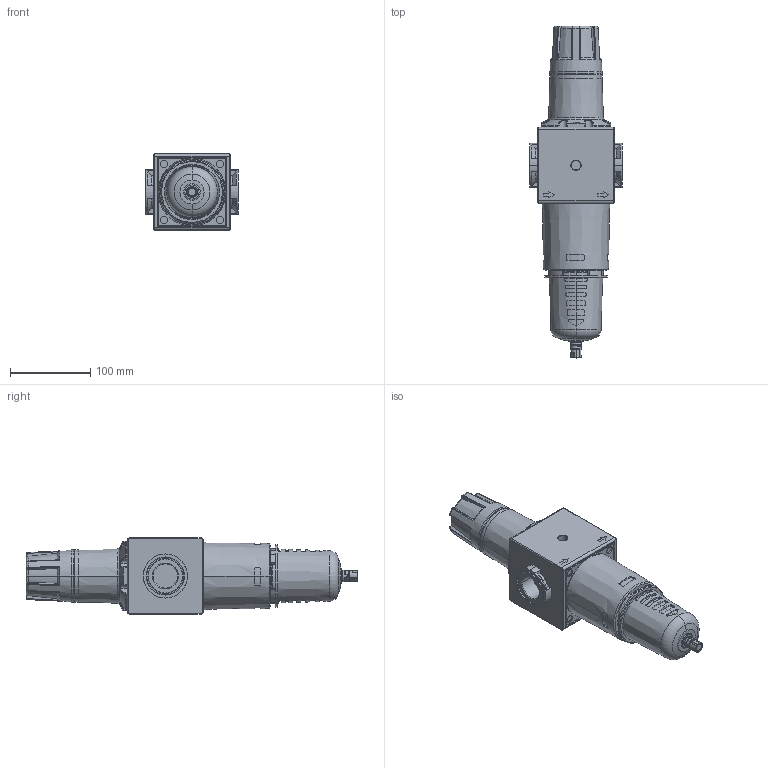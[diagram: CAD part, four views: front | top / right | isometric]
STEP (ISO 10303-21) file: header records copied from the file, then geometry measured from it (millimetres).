
FILE_DESCRIPTION(('STEP AP214'),'1');
FILE_NAME('095 FR PE SS.stp','2020-03-18T15:12:50',(' '),(' '),'Spatial InterOp 3D',' ',' ');
FILE_SCHEMA(('AUTOMOTIVE_DESIGN { 1 0 10303 214 1 1 1 1 }'));
Length unit declared in the file: metre
Products named in the file (1): Volume
Bounding box: 115 x 414.5 x 95 mm (x, y, z)
Volume: 2009478.5 mm3; surface area: 148715.4 mm2
Topology: 1 solids, 1 shells, 1119 faces, 2922 edges, 1826 vertices
Faces by surface type: plane 463, cylinder 221, torus 126, bspline 126, cone 89, extrusion 62, sphere 32
Entity records: 42406 total; most frequent: CARTESIAN_POINT 15565, ORIENTED_EDGE 5808, DIRECTION 5405, EDGE_CURVE 2904, AXIS2_PLACEMENT_3D 1984, VERTEX_POINT 1826, VECTOR 1437, LINE 1375
